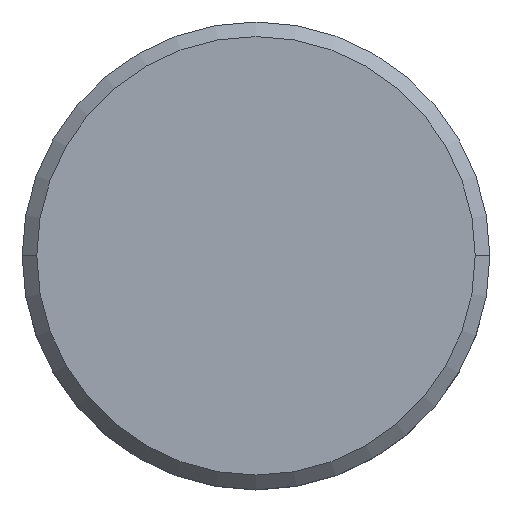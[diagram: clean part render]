
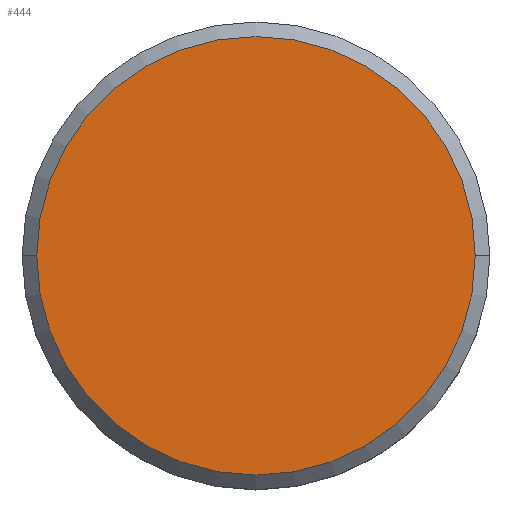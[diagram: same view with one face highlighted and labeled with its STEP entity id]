
A CAD part, top view. The second image highlights one B-rep face of the part: STEP entity #444.
In plain terms, the highlighted planar face has unit normal (0, 0, 1).
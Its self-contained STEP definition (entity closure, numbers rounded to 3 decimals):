
#14 = AXIS2_PLACEMENT_3D ( 'NONE', #267, #339, #237 ) ;
#38 = CARTESIAN_POINT ( 'NONE',  ( 0., 0., 0. ) ) ;
#57 = ORIENTED_EDGE ( 'NONE', *, *, #73, .T. ) ;
#64 = CARTESIAN_POINT ( 'NONE',  ( 0., 0., 0. ) ) ;
#71 = AXIS2_PLACEMENT_3D ( 'NONE', #64, #271, #454 ) ;
#73 = EDGE_CURVE ( 'NONE', #236, #340, #305, .T. ) ;
#80 = AXIS2_PLACEMENT_3D ( 'NONE', #38, #250, #108 ) ;
#108 = DIRECTION ( 'NONE',  ( 1., 0., 0. ) ) ;
#126 = PLANE ( 'NONE',  #14 ) ;
#141 = EDGE_LOOP ( 'NONE', ( #276, #57 ) ) ;
#208 = FACE_OUTER_BOUND ( 'NONE', #141, .T. ) ;
#236 = VERTEX_POINT ( 'NONE', #373 ) ;
#237 = DIRECTION ( 'NONE',  ( 1., 0., 0. ) ) ;
#250 = DIRECTION ( 'NONE',  ( 0., 0., 1. ) ) ;
#267 = CARTESIAN_POINT ( 'NONE',  ( 0., 0., 0. ) ) ;
#271 = DIRECTION ( 'NONE',  ( 0., 0., 1. ) ) ;
#276 = ORIENTED_EDGE ( 'NONE', *, *, #372, .T. ) ;
#279 = CIRCLE ( 'NONE', #71, 7.5 ) ;
#305 = CIRCLE ( 'NONE', #80, 7.5 ) ;
#339 = DIRECTION ( 'NONE',  ( 0., 0., 1. ) ) ;
#340 = VERTEX_POINT ( 'NONE', #386 ) ;
#372 = EDGE_CURVE ( 'NONE', #340, #236, #279, .T. ) ;
#373 = CARTESIAN_POINT ( 'NONE',  ( 7.5, 0., 0. ) ) ;
#386 = CARTESIAN_POINT ( 'NONE',  ( -7.5, 0., 0. ) ) ;
#444 = ADVANCED_FACE ( 'NONE', ( #208 ), #126, .T. ) ;
#454 = DIRECTION ( 'NONE',  ( 1., 0., 0. ) ) ;
